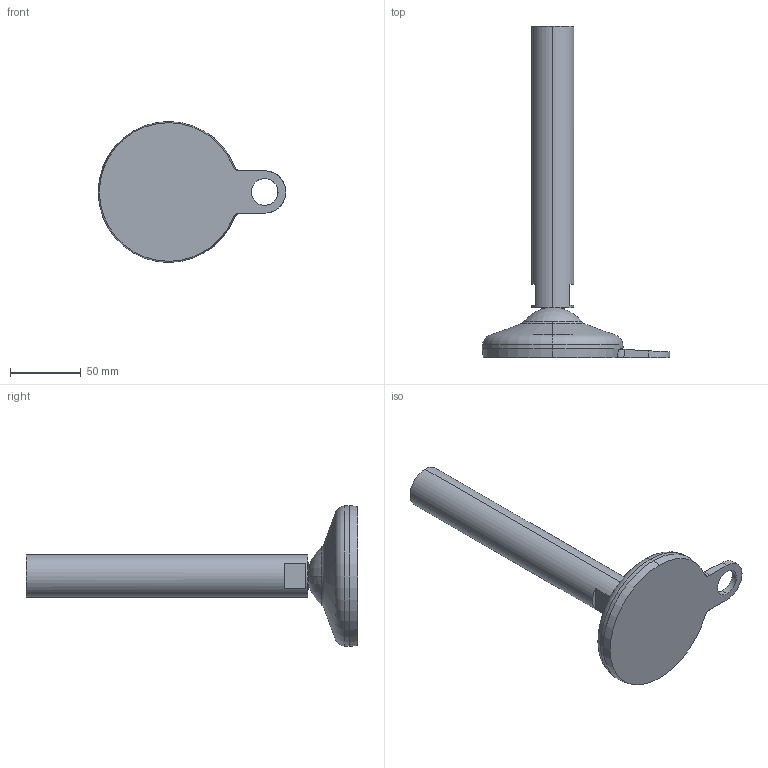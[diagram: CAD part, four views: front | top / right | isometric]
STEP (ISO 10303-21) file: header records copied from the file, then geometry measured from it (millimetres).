
FILE_DESCRIPTION (( 'STEP AP203' ), '1' );
FILE_NAME ('HLFx1 - HLF101-M30-L200-R19.STEP', '2024-08-22T09:52:20', ( '' ), ( '' ), 'SwSTEP 2.0', 'SolidWorks 2024', '' );
FILE_SCHEMA (( 'CONFIG_CONTROL_DESIGN' ));
Length unit declared in the file: millimetre
Products named in the file (1): HLFx1 - HLF101-M30-L200-R19
Bounding box: 133 x 235 x 100 mm (x, y, z)
Volume: 302817.1 mm3; surface area: 42100.9 mm2
Topology: 1 solids, 1 shells, 36 faces, 82 edges, 52 vertices
Faces by surface type: plane 13, cone 8, cylinder 7, torus 4, sphere 2, bspline 2
Entity records: 1179 total; most frequent: CARTESIAN_POINT 281, DIRECTION 182, ORIENTED_EDGE 164, EDGE_CURVE 82, AXIS2_PLACEMENT_3D 77, VERTEX_POINT 52, CIRCLE 42, EDGE_LOOP 42
